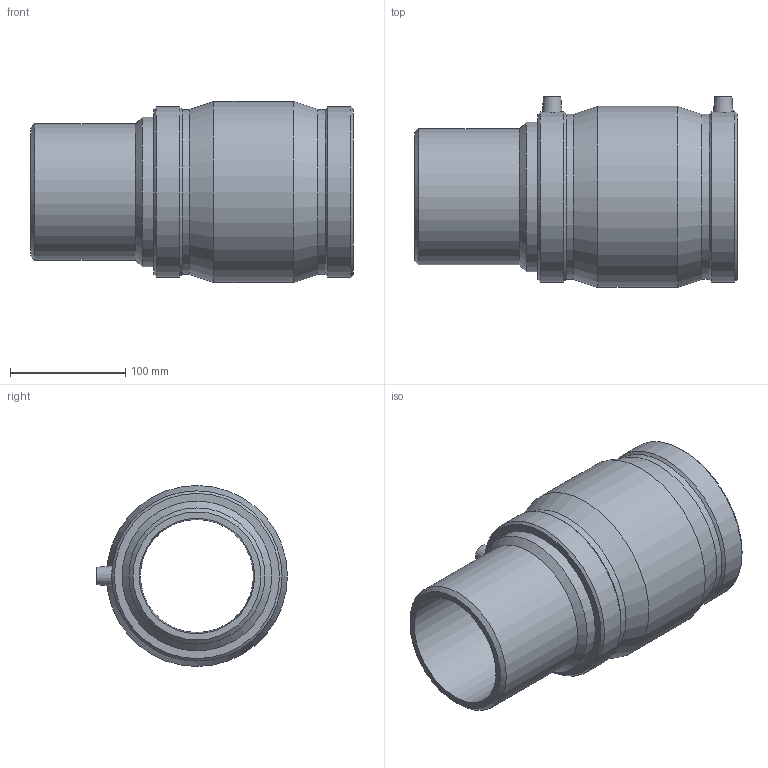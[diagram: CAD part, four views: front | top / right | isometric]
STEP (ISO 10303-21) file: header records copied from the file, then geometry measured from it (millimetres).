
FILE_DESCRIPTION(/* description */ ('PLASSON PE CAST IRON SPIGOT COUPLER TRANSITION 125-100'),/* implementation_level */ '2;1');
FILE_NAME(/* name */ '495704125100.ipt.stp',/* time_stamp */ '2018-05-02T16:15:23+03:00',/* author */ ('KIM'),/* organization */ (''),/* preprocessor_version */ 'ST-DEVELOPER v15.6',/* originating_system */ 'Autodesk Inventor 2015',/* authorisation */ '');
FILE_SCHEMA (('AUTOMOTIVE_DESIGN { 1 0 10303 214 3 1 1 }'));
Length unit declared in the file: millimetre
Products named in the file (1): 495704125100
Bounding box: 280 x 165.5 x 157 mm (x, y, z)
Volume: 1778823.7 mm3; surface area: 241702.2 mm2
Topology: 1 solids, 2 shells, 43 faces, 81 edges, 49 vertices
Faces by surface type: cylinder 17, cone 13, plane 13
Full cylindrical faces by diameter (mm): 4 x2, 10 x2, 98 x1, 100 x1, 118 x1, 125 x4, 129.8 x1, 143.153 x2, 147.58 x2, 157 x1
Entity records: 954 total; most frequent: CARTESIAN_POINT 196, DIRECTION 170, EDGE_LOOP 86, ORIENTED_EDGE 86, AXIS2_PLACEMENT_3D 85, FACE_BOUND 43, FACE_OUTER_BOUND 43, VERTEX_POINT 43
